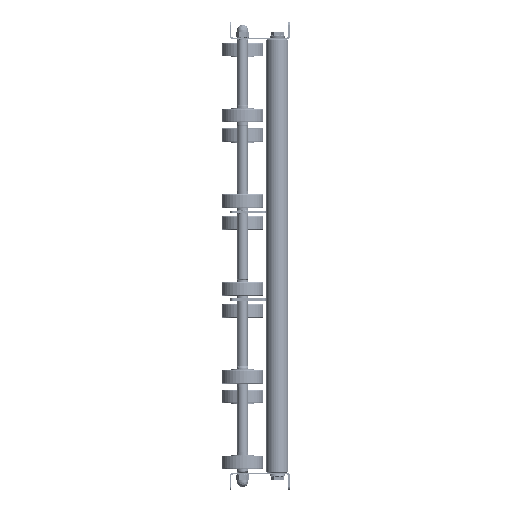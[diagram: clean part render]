
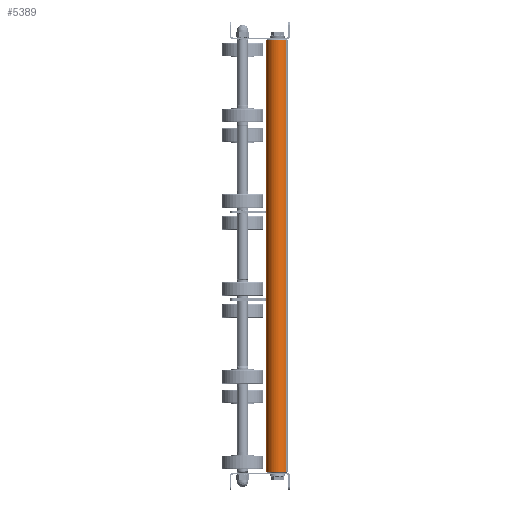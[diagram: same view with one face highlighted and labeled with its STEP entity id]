
A CAD part, left-side view. The second image highlights one B-rep face of the part: STEP entity #5389.
In plain terms, the highlighted cylindrical face has radius 12.5 mm (diameter 25 mm), a partial arc.
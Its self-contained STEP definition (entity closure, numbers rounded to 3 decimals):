
#985 = CARTESIAN_POINT ( 'NONE',  ( 1., 0., 12.5 ) ) ;
#1086 = CARTESIAN_POINT ( 'NONE',  ( 499., 0., 12.5 ) ) ;
#2550 = EDGE_CURVE ( 'NONE', #6899, #18057, #35768, .T. ) ;
#3175 = CARTESIAN_POINT ( 'NONE',  ( 500., 0., 0. ) ) ;
#3418 = DIRECTION ( 'NONE',  ( 0., 0., 1. ) ) ;
#5389 = ADVANCED_FACE ( 'NONE', ( #27586 ), #23396, .T. ) ;
#6899 = VERTEX_POINT ( 'NONE', #28810 ) ;
#9250 = ORIENTED_EDGE ( 'NONE', *, *, #40744, .T. ) ;
#13969 = AXIS2_PLACEMENT_3D ( 'NONE', #28531, #24098, #19370 ) ;
#15744 = EDGE_CURVE ( 'NONE', #6899, #29104, #28067, .T. ) ;
#18057 = VERTEX_POINT ( 'NONE', #1086 ) ;
#19370 = DIRECTION ( 'NONE',  ( 0., 0., -1. ) ) ;
#22593 = LINE ( 'NONE', #39382, #51672 ) ;
#23353 = AXIS2_PLACEMENT_3D ( 'NONE', #3175, #39416, #3418 ) ;
#23396 = CYLINDRICAL_SURFACE ( 'NONE', #23353, 12.5 ) ;
#24098 = DIRECTION ( 'NONE',  ( -1., 0., 0. ) ) ;
#25083 = EDGE_LOOP ( 'NONE', ( #37631, #25276, #9250, #38052 ) ) ;
#25276 = ORIENTED_EDGE ( 'NONE', *, *, #2550, .T. ) ;
#26242 = EDGE_CURVE ( 'NONE', #33443, #29104, #46557, .T. ) ;
#27305 = DIRECTION ( 'NONE',  ( -1., 0., 0. ) ) ;
#27586 = FACE_OUTER_BOUND ( 'NONE', #25083, .T. ) ;
#28067 = LINE ( 'NONE', #32541, #50351 ) ;
#28531 = CARTESIAN_POINT ( 'NONE',  ( 499., 0., 0. ) ) ;
#28590 = DIRECTION ( 'NONE',  ( -1., 0., 0. ) ) ;
#28810 = CARTESIAN_POINT ( 'NONE',  ( 499., 0., -12.5 ) ) ;
#29104 = VERTEX_POINT ( 'NONE', #40833 ) ;
#31274 = DIRECTION ( 'NONE',  ( 0., 0., -1. ) ) ;
#32541 = CARTESIAN_POINT ( 'NONE',  ( 500., 0., -12.5 ) ) ;
#33443 = VERTEX_POINT ( 'NONE', #985 ) ;
#35231 = CARTESIAN_POINT ( 'NONE',  ( 1., 0., 0. ) ) ;
#35768 = CIRCLE ( 'NONE', #13969, 12.5 ) ;
#37631 = ORIENTED_EDGE ( 'NONE', *, *, #15744, .F. ) ;
#38052 = ORIENTED_EDGE ( 'NONE', *, *, #26242, .T. ) ;
#39003 = AXIS2_PLACEMENT_3D ( 'NONE', #35231, #43140, #31274 ) ;
#39382 = CARTESIAN_POINT ( 'NONE',  ( 500., 0., 12.5 ) ) ;
#39416 = DIRECTION ( 'NONE',  ( -1., 0., 0. ) ) ;
#40744 = EDGE_CURVE ( 'NONE', #18057, #33443, #22593, .T. ) ;
#40833 = CARTESIAN_POINT ( 'NONE',  ( 1., 0., -12.5 ) ) ;
#43140 = DIRECTION ( 'NONE',  ( 1., 0., 0. ) ) ;
#46557 = CIRCLE ( 'NONE', #39003, 12.5 ) ;
#50351 = VECTOR ( 'NONE', #28590, 1000. ) ;
#51672 = VECTOR ( 'NONE', #27305, 1000. ) ;
